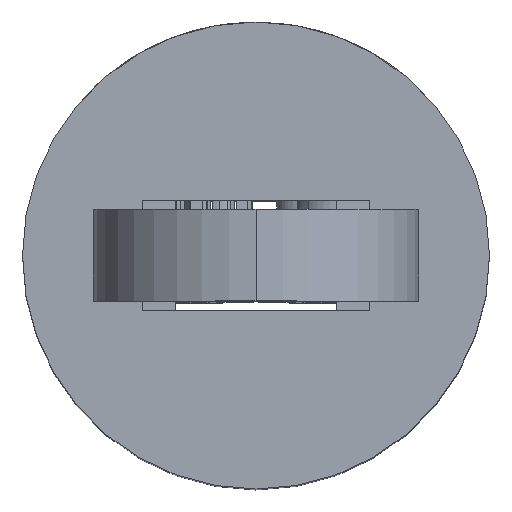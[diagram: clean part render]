
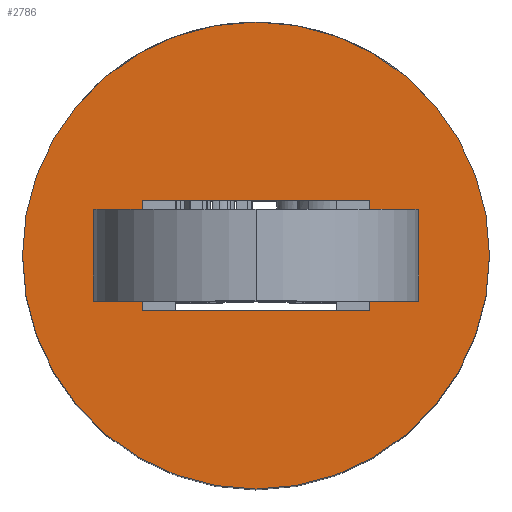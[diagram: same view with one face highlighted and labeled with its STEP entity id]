
A CAD part, top view. The second image highlights one B-rep face of the part: STEP entity #2786.
In plain terms, the highlighted planar face has unit normal (0, 0, 1).
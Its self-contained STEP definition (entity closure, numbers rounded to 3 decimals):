
#321 = EDGE_CURVE ( 'NONE', #1978, #16798, #3666, .T. ) ;
#542 = VECTOR ( 'NONE', #16051, 1000. ) ;
#1469 = VECTOR ( 'NONE', #11590, 1000. ) ;
#1978 = VERTEX_POINT ( 'NONE', #12283 ) ;
#2771 = CARTESIAN_POINT ( 'NONE',  ( -1.27, 0., 3.05 ) ) ;
#2786 = ADVANCED_FACE ( 'NONE', ( #18804, #8846 ), #5498, .T. ) ;
#2826 = AXIS2_PLACEMENT_3D ( 'NONE', #19106, #5598, #12186 ) ;
#2884 = CARTESIAN_POINT ( 'NONE',  ( 0., 0., 3.05 ) ) ;
#3368 = EDGE_LOOP ( 'NONE', ( #6883, #3939, #11812, #16815 ) ) ;
#3666 = LINE ( 'NONE', #20431, #6669 ) ;
#3675 = CARTESIAN_POINT ( 'NONE',  ( 0., 0., 3.05 ) ) ;
#3892 = DIRECTION ( 'NONE',  ( 1., 0., 0. ) ) ;
#3939 = ORIENTED_EDGE ( 'NONE', *, *, #14284, .F. ) ;
#5473 = AXIS2_PLACEMENT_3D ( 'NONE', #2884, #19683, #10939 ) ;
#5498 = PLANE ( 'NONE',  #2826 ) ;
#5598 = DIRECTION ( 'NONE',  ( 0., 0., 1. ) ) ;
#6669 = VECTOR ( 'NONE', #12008, 1000. ) ;
#6682 = CIRCLE ( 'NONE', #18083, 1.27 ) ;
#6883 = ORIENTED_EDGE ( 'NONE', *, *, #12967, .F. ) ;
#6999 = LINE ( 'NONE', #14774, #10311 ) ;
#7330 = CARTESIAN_POINT ( 'NONE',  ( -0.62, 0.3, 3.05 ) ) ;
#7491 = VERTEX_POINT ( 'NONE', #9505 ) ;
#8217 = CARTESIAN_POINT ( 'NONE',  ( -0.62, -0.3, 3.05 ) ) ;
#8523 = ORIENTED_EDGE ( 'NONE', *, *, #17585, .T. ) ;
#8664 = CARTESIAN_POINT ( 'NONE',  ( 0.62, 0.3, 3.05 ) ) ;
#8846 = FACE_OUTER_BOUND ( 'NONE', #15680, .T. ) ;
#8963 = LINE ( 'NONE', #7330, #542 ) ;
#9505 = CARTESIAN_POINT ( 'NONE',  ( 0.62, -0.3, 3.05 ) ) ;
#9792 = CARTESIAN_POINT ( 'NONE',  ( 1.27, 0., 3.05 ) ) ;
#9949 = CIRCLE ( 'NONE', #5473, 1.27 ) ;
#10311 = VECTOR ( 'NONE', #19768, 1000. ) ;
#10939 = DIRECTION ( 'NONE',  ( 1., 0., 0. ) ) ;
#11590 = DIRECTION ( 'NONE',  ( 1., 0., 0. ) ) ;
#11655 = ORIENTED_EDGE ( 'NONE', *, *, #14443, .T. ) ;
#11812 = ORIENTED_EDGE ( 'NONE', *, *, #321, .F. ) ;
#12008 = DIRECTION ( 'NONE',  ( 0., -1., 0. ) ) ;
#12186 = DIRECTION ( 'NONE',  ( 1., 0., 0. ) ) ;
#12283 = CARTESIAN_POINT ( 'NONE',  ( -0.62, 0.3, 3.05 ) ) ;
#12967 = EDGE_CURVE ( 'NONE', #7491, #13342, #6999, .T. ) ;
#12972 = CARTESIAN_POINT ( 'NONE',  ( -0.62, -0.3, 3.05 ) ) ;
#13342 = VERTEX_POINT ( 'NONE', #8664 ) ;
#14284 = EDGE_CURVE ( 'NONE', #16798, #7491, #17856, .T. ) ;
#14443 = EDGE_CURVE ( 'NONE', #17315, #15190, #6682, .T. ) ;
#14774 = CARTESIAN_POINT ( 'NONE',  ( 0.62, -0.3, 3.05 ) ) ;
#15190 = VERTEX_POINT ( 'NONE', #2771 ) ;
#15428 = EDGE_CURVE ( 'NONE', #13342, #1978, #8963, .T. ) ;
#15680 = EDGE_LOOP ( 'NONE', ( #8523, #11655 ) ) ;
#16051 = DIRECTION ( 'NONE',  ( -1., 0., 0. ) ) ;
#16798 = VERTEX_POINT ( 'NONE', #12972 ) ;
#16815 = ORIENTED_EDGE ( 'NONE', *, *, #15428, .F. ) ;
#16999 = DIRECTION ( 'NONE',  ( 0., 0., 1. ) ) ;
#17315 = VERTEX_POINT ( 'NONE', #9792 ) ;
#17585 = EDGE_CURVE ( 'NONE', #15190, #17315, #9949, .T. ) ;
#17856 = LINE ( 'NONE', #8217, #1469 ) ;
#18083 = AXIS2_PLACEMENT_3D ( 'NONE', #3675, #16999, #3892 ) ;
#18804 = FACE_BOUND ( 'NONE', #3368, .T. ) ;
#19106 = CARTESIAN_POINT ( 'NONE',  ( 0., 0., 3.05 ) ) ;
#19683 = DIRECTION ( 'NONE',  ( 0., 0., 1. ) ) ;
#19768 = DIRECTION ( 'NONE',  ( 0., 1., 0. ) ) ;
#20431 = CARTESIAN_POINT ( 'NONE',  ( -0.62, -0.3, 3.05 ) ) ;
